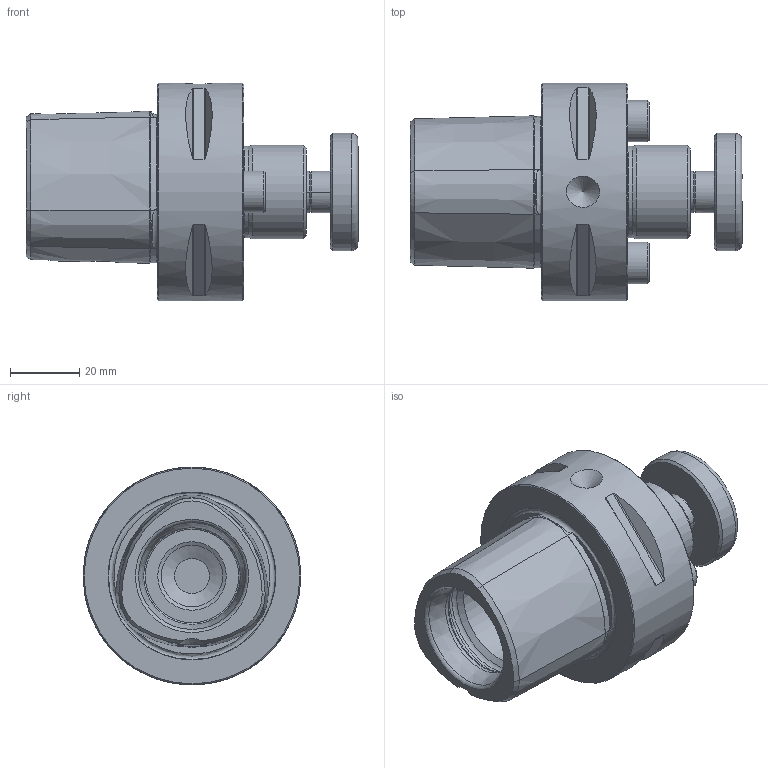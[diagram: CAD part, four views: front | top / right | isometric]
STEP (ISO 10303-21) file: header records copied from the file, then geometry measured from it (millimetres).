
FILE_DESCRIPTION( ( 'Unknown' ), '1' );
FILE_NAME( '280602710-C.stp', 'Unknown', ( 'Unknown' ), ( 'Unknown' ), 'PSStep 15.0.49', 'Unknown', ' ' );
FILE_SCHEMA( ( 'AUTOMOTIVE_DESIGN { 1 0 10303 214 1 1 1 1 }' ) );
Length unit declared in the file: millimetre
Products named in the file (6): Assem1; 0002993; 0003444; 0003388; 0010499; 0010500
Assembly tree (7 placements, depth 2):
  Assem1
    0002993
    0003444
    0003388  x2
    0010499  x2
    0010500
Bounding box: 96 x 63 x 63 mm (x, y, z)
Volume: 123668 mm3; surface area: 30659.9 mm2
Topology: 7 solids, 7 shells, 246 faces, 583 edges, 371 vertices
Faces by surface type: cone 98, plane 68, cylinder 61, torus 19
Full cylindrical faces by diameter (mm): 4 x1, 4.114 x2, 4.134 x2, 5.2 x2, 8.1 x2, 8.5 x2, 10 x4, 10.106 x1, 12 x4, 12.5 x1, 13 x1, 17.835 x2, 24.5 x1, 26.4 x1, 27 x1, 28 x2, 32 x1, 34 x1, 63 x1
Entity records: 7796 total; most frequent: CARTESIAN_POINT 1694, DIRECTION 918, ORIENTED_EDGE 788, AXIS2_PLACEMENT_3D 401, EDGE_CURVE 394, EDGE_LOOP 302, VERTEX_POINT 287, FACE_OUTER_BOUND 246
